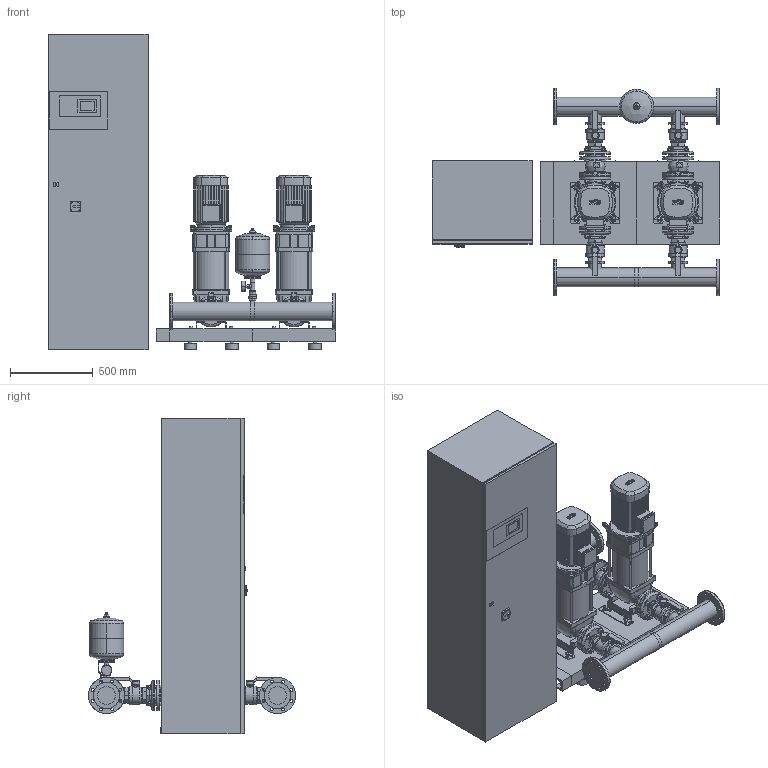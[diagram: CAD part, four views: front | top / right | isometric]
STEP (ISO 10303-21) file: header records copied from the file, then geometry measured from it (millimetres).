
FILE_DESCRIPTION((''),'2;1');
FILE_NAME('3d_COR-2HELIXV3602_K_CC-01-2530624.stp','2016-01-25T07:22:41',(''),(''),'Mechanical Desktop 2009','Mechanical Desktop 2009',', , ');
FILE_SCHEMA(('CONFIG_CONTROL_DESIGN'));
Length unit declared in the file: millimetre
Products named in the file (1): Product
Bounding box: 1730 x 1250 x 1900 mm (x, y, z)
Volume: 688555954.9 mm3; surface area: 13541028.1 mm2
Topology: 131 solids, 131 shells, 3855 faces, 9873 edges, 6396 vertices
Faces by surface type: bspline 1404, plane 1389, cylinder 792, cone 144, torus 124, sphere 2
Entity records: 135486 total; most frequent: CARTESIAN_POINT 43598, ORIENTED_EDGE 19678, DIRECTION 17899, EDGE_CURVE 9839, VERTEX_POINT 6382, AXIS2_PLACEMENT_3D 6070, VECTOR 5759, LINE 5759
